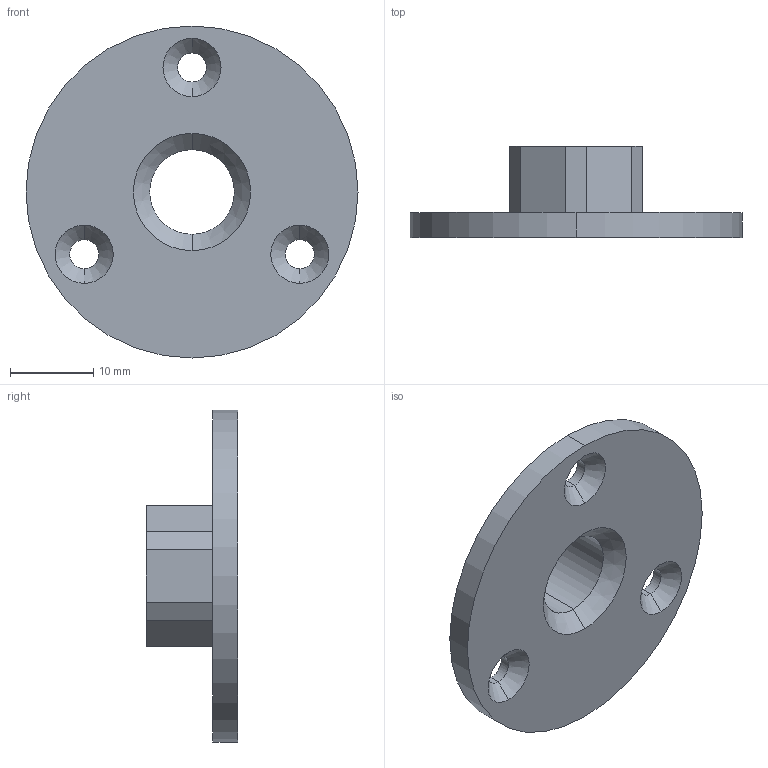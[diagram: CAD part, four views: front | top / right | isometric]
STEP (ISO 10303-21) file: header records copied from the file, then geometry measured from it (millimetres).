
FILE_DESCRIPTION (( 'STEP AP203' ), '1' );
FILE_NAME ('KC-270-W-1.STEP', '2009-09-02T08:22:14', ( ' ' ), ( ' ' ), 'SwSTEP 2.0', 'SolidWorks 2007', '' );
FILE_SCHEMA (( 'CONFIG_CONTROL_DESIGN' ));
Length unit declared in the file: millimetre
Products named in the file (1): KC-270-W-1
Bounding box: 40 x 11 x 40 mm (x, y, z)
Volume: 4376.6 mm3; surface area: 3491.4 mm2
Topology: 1 solids, 1 shells, 33 faces, 82 edges, 52 vertices
Faces by surface type: plane 15, cylinder 10, cone 8
Entity records: 1073 total; most frequent: DIRECTION 178, CARTESIAN_POINT 168, ORIENTED_EDGE 164, EDGE_CURVE 82, AXIS2_PLACEMENT_3D 62, VECTOR 54, LINE 54, VERTEX_POINT 52
